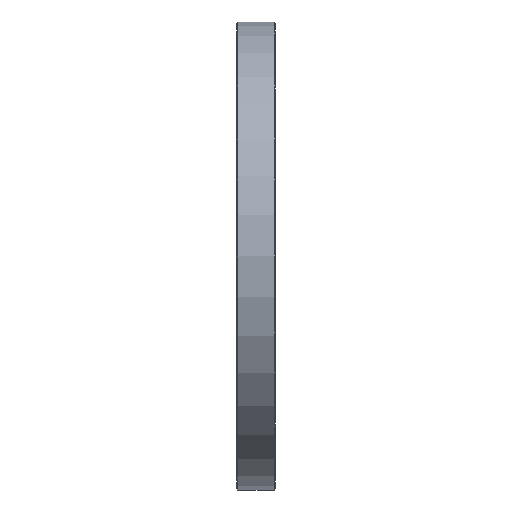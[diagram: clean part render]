
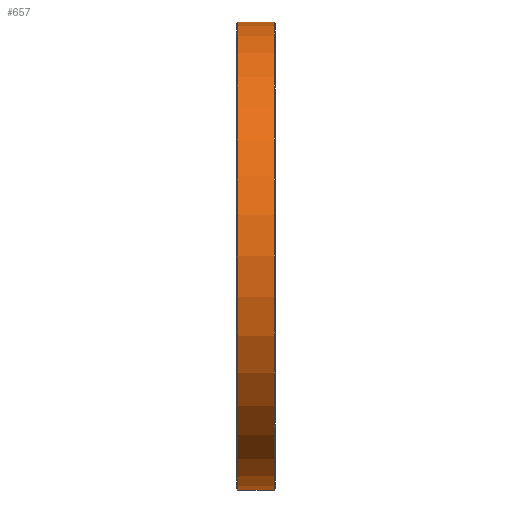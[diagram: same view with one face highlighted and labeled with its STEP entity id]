
A CAD part, left-side view. The second image highlights one B-rep face of the part: STEP entity #657.
In plain terms, the highlighted cylindrical face has radius 72.5 mm (diameter 145 mm), a partial arc.
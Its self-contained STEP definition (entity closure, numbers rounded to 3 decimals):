
#42 = CARTESIAN_POINT ( 'NONE',  ( 0., 11.6, -72.5 ) ) ;
#53 = VERTEX_POINT ( 'NONE', #224 ) ;
#145 = ORIENTED_EDGE ( 'NONE', *, *, #1233, .T. ) ;
#160 = VERTEX_POINT ( 'NONE', #42 ) ;
#166 = DIRECTION ( 'NONE',  ( 0., -1., 0. ) ) ;
#171 = DIRECTION ( 'NONE',  ( 0., 0., 1. ) ) ;
#224 = CARTESIAN_POINT ( 'NONE',  ( 0., 0.4, -72.5 ) ) ;
#226 = EDGE_CURVE ( 'NONE', #742, #160, #462, .T. ) ;
#323 = LINE ( 'NONE', #1627, #945 ) ;
#391 = CYLINDRICAL_SURFACE ( 'NONE', #609, 72.5 ) ;
#462 = CIRCLE ( 'NONE', #1248, 72.5 ) ;
#479 = EDGE_CURVE ( 'NONE', #160, #53, #323, .T. ) ;
#549 = FACE_OUTER_BOUND ( 'NONE', #1147, .T. ) ;
#572 = EDGE_CURVE ( 'NONE', #742, #1740, #770, .T. ) ;
#609 = AXIS2_PLACEMENT_3D ( 'NONE', #1519, #1672, #942 ) ;
#646 = CARTESIAN_POINT ( 'NONE',  ( 0., 12., 72.5 ) ) ;
#657 = ADVANCED_FACE ( 'NONE', ( #549 ), #391, .T. ) ;
#675 = ORIENTED_EDGE ( 'NONE', *, *, #479, .T. ) ;
#704 = ORIENTED_EDGE ( 'NONE', *, *, #572, .F. ) ;
#742 = VERTEX_POINT ( 'NONE', #1819 ) ;
#770 = LINE ( 'NONE', #646, #1605 ) ;
#942 = DIRECTION ( 'NONE',  ( 0., 0., -1. ) ) ;
#945 = VECTOR ( 'NONE', #1047, 1000. ) ;
#959 = DIRECTION ( 'NONE',  ( 0., 1., 0. ) ) ;
#1004 = DIRECTION ( 'NONE',  ( 0., 0., 1. ) ) ;
#1031 = CIRCLE ( 'NONE', #1281, 72.5 ) ;
#1047 = DIRECTION ( 'NONE',  ( 0., -1., 0. ) ) ;
#1147 = EDGE_LOOP ( 'NONE', ( #704, #1716, #675, #145 ) ) ;
#1152 = CARTESIAN_POINT ( 'NONE',  ( 0., 11.6, 0. ) ) ;
#1233 = EDGE_CURVE ( 'NONE', #53, #1740, #1031, .T. ) ;
#1248 = AXIS2_PLACEMENT_3D ( 'NONE', #1152, #166, #1004 ) ;
#1281 = AXIS2_PLACEMENT_3D ( 'NONE', #1700, #959, #171 ) ;
#1495 = DIRECTION ( 'NONE',  ( 0., -1., 0. ) ) ;
#1519 = CARTESIAN_POINT ( 'NONE',  ( 0., 12., 0. ) ) ;
#1605 = VECTOR ( 'NONE', #1495, 1000. ) ;
#1627 = CARTESIAN_POINT ( 'NONE',  ( 0., 12., -72.5 ) ) ;
#1672 = DIRECTION ( 'NONE',  ( 0., -1., 0. ) ) ;
#1700 = CARTESIAN_POINT ( 'NONE',  ( 0., 0.4, 0. ) ) ;
#1716 = ORIENTED_EDGE ( 'NONE', *, *, #226, .T. ) ;
#1740 = VERTEX_POINT ( 'NONE', #1779 ) ;
#1779 = CARTESIAN_POINT ( 'NONE',  ( 0., 0.4, 72.5 ) ) ;
#1819 = CARTESIAN_POINT ( 'NONE',  ( 0., 11.6, 72.5 ) ) ;
